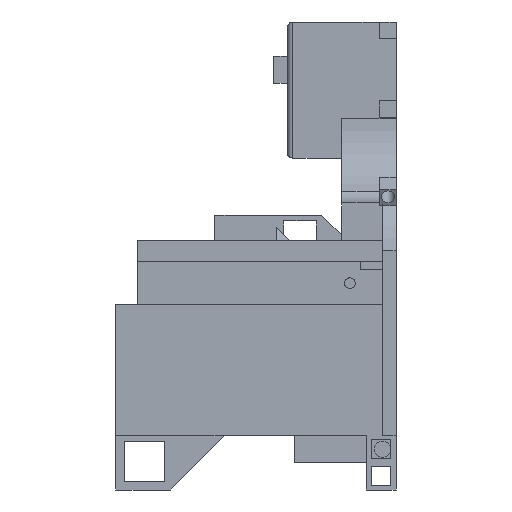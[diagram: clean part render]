
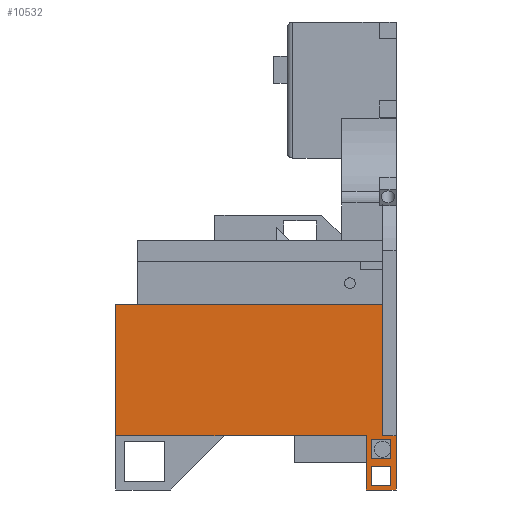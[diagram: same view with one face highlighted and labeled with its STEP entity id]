
A CAD part, left-side view. The second image highlights one B-rep face of the part: STEP entity #10532.
In plain terms, the highlighted planar face has unit normal (-1, 0, 0).
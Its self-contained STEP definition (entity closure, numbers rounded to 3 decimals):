
#562=FACE_BOUND('',#1374,.T.);
#563=FACE_BOUND('',#1375,.T.);
#785=FACE_OUTER_BOUND('',#1373,.T.);
#1373=EDGE_LOOP('',(#7280,#7281,#7282,#7283,#7284,#7285,#7286,#7287));
#1374=EDGE_LOOP('',(#7288,#7289,#7290,#7291));
#1375=EDGE_LOOP('',(#7292,#7293,#7294,#7295));
#2006=LINE('',#13952,#3193);
#2009=LINE('',#13958,#3196);
#2010=LINE('',#13962,#3197);
#2014=LINE('',#13970,#3201);
#2017=LINE('',#13976,#3204);
#2020=LINE('',#13981,#3207);
#2022=LINE('',#13986,#3209);
#2026=LINE('',#13994,#3213);
#2029=LINE('',#14000,#3216);
#2032=LINE('',#14005,#3219);
#2035=LINE('',#14011,#3222);
#2040=LINE('',#14020,#3227);
#2041=LINE('',#14023,#3228);
#2123=LINE('',#14214,#3310);
#2158=LINE('',#14290,#3345);
#2159=LINE('',#14291,#3346);
#3193=VECTOR('',#11707,10.);
#3196=VECTOR('',#11712,10.);
#3197=VECTOR('',#11715,10.);
#3201=VECTOR('',#11721,10.);
#3204=VECTOR('',#11726,10.);
#3207=VECTOR('',#11731,10.);
#3209=VECTOR('',#11735,10.);
#3213=VECTOR('',#11741,10.);
#3216=VECTOR('',#11746,10.);
#3219=VECTOR('',#11751,10.);
#3222=VECTOR('',#11756,10.);
#3227=VECTOR('',#11765,10.);
#3228=VECTOR('',#11768,10.);
#3310=VECTOR('',#11910,10.);
#3345=VECTOR('',#11977,10.);
#3346=VECTOR('',#11978,10.);
#4366=VERTEX_POINT('',#13946);
#4368=VERTEX_POINT('',#13950);
#4370=VERTEX_POINT('',#13956);
#4371=VERTEX_POINT('',#13960);
#4372=VERTEX_POINT('',#13961);
#4375=VERTEX_POINT('',#13969);
#4377=VERTEX_POINT('',#13975);
#4379=VERTEX_POINT('',#13984);
#4380=VERTEX_POINT('',#13985);
#4383=VERTEX_POINT('',#13993);
#4385=VERTEX_POINT('',#13999);
#4388=VERTEX_POINT('',#14009);
#4390=VERTEX_POINT('',#14018);
#4391=VERTEX_POINT('',#14022);
#4470=VERTEX_POINT('',#14213);
#4495=VERTEX_POINT('',#14289);
#5423=EDGE_CURVE('',#4366,#4368,#2006,.T.);
#5426=EDGE_CURVE('',#4370,#4368,#2009,.T.);
#5427=EDGE_CURVE('',#4371,#4372,#2010,.T.);
#5431=EDGE_CURVE('',#4375,#4371,#2014,.T.);
#5434=EDGE_CURVE('',#4377,#4375,#2017,.T.);
#5437=EDGE_CURVE('',#4372,#4377,#2020,.T.);
#5439=EDGE_CURVE('',#4379,#4380,#2022,.T.);
#5443=EDGE_CURVE('',#4383,#4379,#2026,.T.);
#5446=EDGE_CURVE('',#4385,#4383,#2029,.T.);
#5449=EDGE_CURVE('',#4380,#4385,#2032,.T.);
#5452=EDGE_CURVE('',#4388,#4370,#2035,.T.);
#5457=EDGE_CURVE('',#4388,#4390,#2040,.T.);
#5458=EDGE_CURVE('',#4366,#4391,#2041,.T.);
#5552=EDGE_CURVE('',#4470,#4391,#2123,.T.);
#5591=EDGE_CURVE('',#4495,#4390,#2158,.T.);
#5592=EDGE_CURVE('',#4495,#4470,#2159,.T.);
#7280=ORIENTED_EDGE('',*,*,#5423,.T.);
#7281=ORIENTED_EDGE('',*,*,#5426,.F.);
#7282=ORIENTED_EDGE('',*,*,#5452,.F.);
#7283=ORIENTED_EDGE('',*,*,#5457,.T.);
#7284=ORIENTED_EDGE('',*,*,#5591,.F.);
#7285=ORIENTED_EDGE('',*,*,#5592,.T.);
#7286=ORIENTED_EDGE('',*,*,#5552,.T.);
#7287=ORIENTED_EDGE('',*,*,#5458,.F.);
#7288=ORIENTED_EDGE('',*,*,#5427,.T.);
#7289=ORIENTED_EDGE('',*,*,#5437,.T.);
#7290=ORIENTED_EDGE('',*,*,#5434,.T.);
#7291=ORIENTED_EDGE('',*,*,#5431,.T.);
#7292=ORIENTED_EDGE('',*,*,#5439,.T.);
#7293=ORIENTED_EDGE('',*,*,#5449,.T.);
#7294=ORIENTED_EDGE('',*,*,#5446,.T.);
#7295=ORIENTED_EDGE('',*,*,#5443,.T.);
#10145=PLANE('',#11176);
#10532=ADVANCED_FACE('',(#785,#562,#563),#10145,.T.);
#11176=AXIS2_PLACEMENT_3D('',#14288,#11975,#11976);
#11707=DIRECTION('',(0.,0.,-1.));
#11712=DIRECTION('',(0.,1.,0.));
#11715=DIRECTION('',(0.,-1.,0.));
#11721=DIRECTION('',(0.,0.,1.));
#11726=DIRECTION('',(0.,1.,0.));
#11731=DIRECTION('',(0.,0.,-1.));
#11735=DIRECTION('',(0.,-1.,0.));
#11741=DIRECTION('',(0.,0.,1.));
#11746=DIRECTION('',(0.,1.,0.));
#11751=DIRECTION('',(0.,0.,-1.));
#11756=DIRECTION('',(0.,0.,-1.));
#11765=DIRECTION('',(0.,1.,0.));
#11768=DIRECTION('',(0.,1.,0.));
#11910=DIRECTION('',(0.,0.,-1.));
#11975=DIRECTION('center_axis',(-1.,0.,0.));
#11976=DIRECTION('ref_axis',(0.,0.,1.));
#11977=DIRECTION('',(0.,0.,-1.));
#11978=DIRECTION('',(0.,1.,0.));
#13946=CARTESIAN_POINT('',(0.,11.,-93.));
#13950=CARTESIAN_POINT('',(0.,11.,-113.));
#13952=CARTESIAN_POINT('',(0.,11.,-93.));
#13956=CARTESIAN_POINT('',(0.,0.,-113.));
#13958=CARTESIAN_POINT('',(0.,0.,-113.));
#13960=CARTESIAN_POINT('',(0.,9.,-104.5));
#13961=CARTESIAN_POINT('',(0.,2.,-104.5));
#13962=CARTESIAN_POINT('',(0.,7.,-104.5));
#13969=CARTESIAN_POINT('',(0.,9.,-111.5));
#13970=CARTESIAN_POINT('',(0.,9.,-102.25));
#13975=CARTESIAN_POINT('',(0.,2.,-111.5));
#13976=CARTESIAN_POINT('',(0.,3.5,-111.5));
#13981=CARTESIAN_POINT('',(0.,2.,-98.75));
#13984=CARTESIAN_POINT('',(0.,9.,-94.5));
#13985=CARTESIAN_POINT('',(0.,2.,-94.5));
#13986=CARTESIAN_POINT('',(0.,7.,-94.5));
#13993=CARTESIAN_POINT('',(0.,9.,-101.5));
#13994=CARTESIAN_POINT('',(0.,9.,-97.25));
#13999=CARTESIAN_POINT('',(0.,2.,-101.5));
#14000=CARTESIAN_POINT('',(0.,3.5,-101.5));
#14005=CARTESIAN_POINT('',(0.,2.,-93.75));
#14009=CARTESIAN_POINT('',(0.,0.,-93.));
#14011=CARTESIAN_POINT('',(0.,0.,-93.));
#14018=CARTESIAN_POINT('',(0.,5.,-93.));
#14020=CARTESIAN_POINT('',(0.,0.,-93.));
#14022=CARTESIAN_POINT('',(0.,103.,-93.));
#14023=CARTESIAN_POINT('',(0.,5.,-93.));
#14213=CARTESIAN_POINT('',(0.,103.,-45.));
#14214=CARTESIAN_POINT('',(0.,103.,-81.));
#14288=CARTESIAN_POINT('Origin',(0.,5.,-93.));
#14289=CARTESIAN_POINT('',(0.,5.,-45.));
#14290=CARTESIAN_POINT('',(0.,5.,-45.));
#14291=CARTESIAN_POINT('',(0.,5.,-45.));
